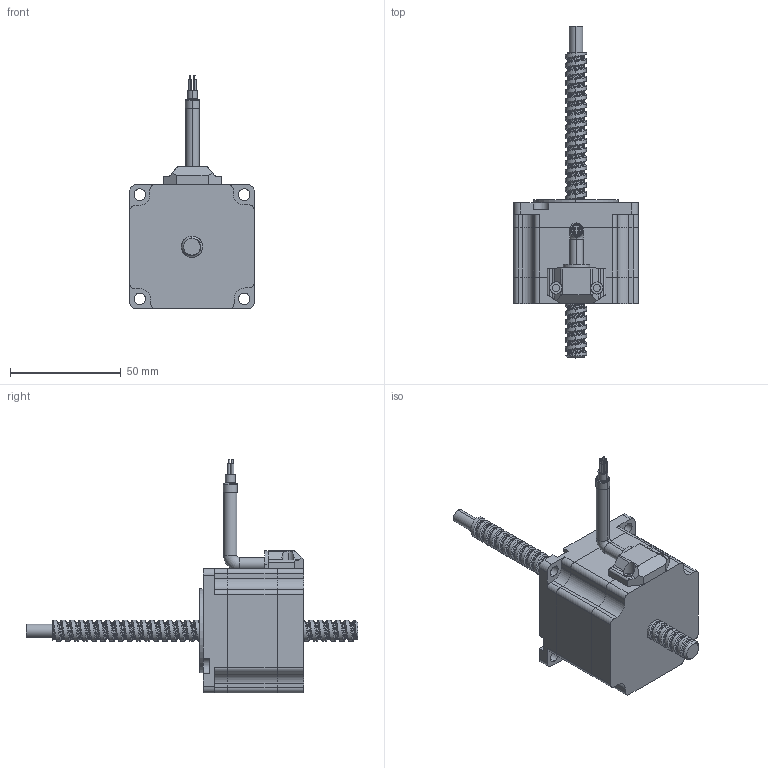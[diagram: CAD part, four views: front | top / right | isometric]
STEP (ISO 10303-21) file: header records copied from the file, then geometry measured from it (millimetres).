
FILE_DESCRIPTION (( 'STEP AP214' ), '1' );
FILE_NAME ('57N245-S5.08-3004-L150-XXX.STEP', '2023-06-30T08:47:43', ( 'MM' ), ( 'Microsoft' ), 'SwSTEP 2.0', 'SolidWorks 2020', '' );
FILE_SCHEMA (( 'AUTOMOTIVE_DESIGN' ));
Length unit declared in the file: millimetre
Products named in the file (1): 57N245-S5.08-3004-L150-XXX
Bounding box: 56.2 x 150 x 105.7 mm (x, y, z)
Volume: 139553.8 mm3; surface area: 28890.5 mm2
Topology: 3 solids, 3 shells, 269 faces, 724 edges, 477 vertices
Faces by surface type: cylinder 155, plane 99, torus 6, bspline 6, cone 3
Entity records: 44669 total; most frequent: CARTESIAN_POINT 36861, ORIENTED_EDGE 1448, DIRECTION 1346, EDGE_CURVE 724, AXIS2_PLACEMENT_3D 488, VERTEX_POINT 477, LINE 370, VECTOR 370
